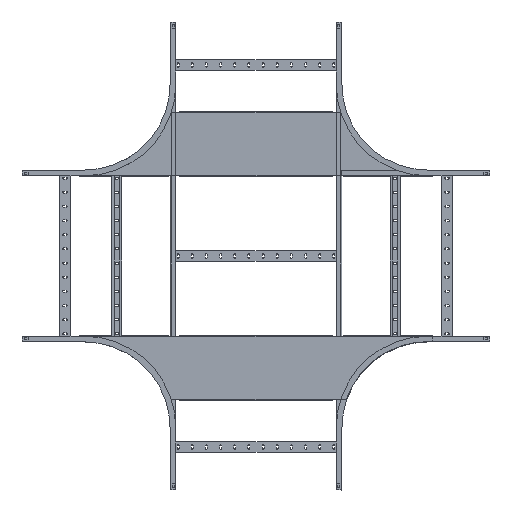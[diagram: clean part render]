
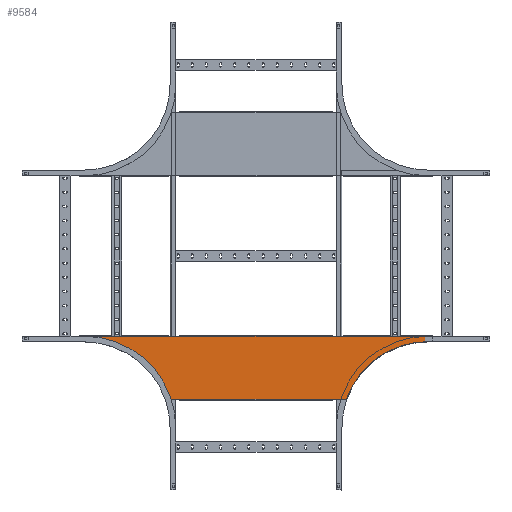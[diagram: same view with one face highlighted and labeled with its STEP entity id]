
A CAD part, top view. The second image highlights one B-rep face of the part: STEP entity #9584.
In plain terms, the highlighted face is planar.
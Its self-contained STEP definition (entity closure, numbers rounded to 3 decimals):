
#55 = ORIENTED_EDGE ( 'NONE', *, *, #7418, .T. ) ;
#85 = CARTESIAN_POINT ( 'NONE',  ( 610.4, -1.2, -375. ) ) ;
#154 = ORIENTED_EDGE ( 'NONE', *, *, #7734, .T. ) ;
#173 = ORIENTED_EDGE ( 'NONE', *, *, #719, .T. ) ;
#339 = VERTEX_POINT ( 'NONE', #4268 ) ;
#362 = VERTEX_POINT ( 'NONE', #4729 ) ;
#364 = DIRECTION ( 'NONE',  ( 0., 0., 1. ) ) ;
#373 = EDGE_CURVE ( 'NONE', #362, #674, #8042, .T. ) ;
#420 = DIRECTION ( 'NONE',  ( 0., -1., 0. ) ) ;
#471 = AXIS2_PLACEMENT_3D ( 'NONE', #3340, #6438, #7896 ) ;
#662 = EDGE_CURVE ( 'NONE', #8772, #4381, #7107, .T. ) ;
#674 = VERTEX_POINT ( 'NONE', #9777 ) ;
#719 = EDGE_CURVE ( 'NONE', #7373, #1873, #5993, .T. ) ;
#752 = ORIENTED_EDGE ( 'NONE', *, *, #662, .F. ) ;
#809 = DIRECTION ( 'NONE',  ( 0., -1., 0. ) ) ;
#1025 = CIRCLE ( 'NONE', #3496, 301.8 ) ;
#1027 = DIRECTION ( 'NONE',  ( -1., 0., 0. ) ) ;
#1044 = DIRECTION ( 'NONE',  ( 0., 0., 1. ) ) ;
#1353 = CARTESIAN_POINT ( 'NONE',  ( -610.4, -1.2, -380. ) ) ;
#1561 = CARTESIAN_POINT ( 'NONE',  ( 615.4, -1.2, -395.4 ) ) ;
#1613 = CARTESIAN_POINT ( 'NONE',  ( 615.4, -1.2, -380. ) ) ;
#1873 = VERTEX_POINT ( 'NONE', #85 ) ;
#2025 = VECTOR ( 'NONE', #9670, 1000. ) ;
#2075 = CARTESIAN_POINT ( 'NONE',  ( 314.787, -1.2, -173.2 ) ) ;
#2147 = DIRECTION ( 'NONE',  ( 0., 0., 1. ) ) ;
#2248 = DIRECTION ( 'NONE',  ( 0., -1., 0. ) ) ;
#2628 = CARTESIAN_POINT ( 'NONE',  ( -599.538, -1.2, -375. ) ) ;
#2656 = DIRECTION ( 'NONE',  ( 1., 0., 0. ) ) ;
#3023 = ORIENTED_EDGE ( 'NONE', *, *, #8193, .F. ) ;
#3071 = CARTESIAN_POINT ( 'NONE',  ( 599.538, -1.2, -73.2 ) ) ;
#3101 = CARTESIAN_POINT ( 'NONE',  ( -787., -1.2, -393.2 ) ) ;
#3175 = AXIS2_PLACEMENT_3D ( 'NONE', #4933, #4190, #364 ) ;
#3284 = ORIENTED_EDGE ( 'NONE', *, *, #9936, .F. ) ;
#3340 = CARTESIAN_POINT ( 'NONE',  ( -599.538, -1.2, -73.2 ) ) ;
#3456 = CARTESIAN_POINT ( 'NONE',  ( 599.538, -1.2, -375. ) ) ;
#3496 = AXIS2_PLACEMENT_3D ( 'NONE', #3071, #809, #4554 ) ;
#3588 = EDGE_CURVE ( 'NONE', #7373, #362, #6684, .T. ) ;
#3777 = DIRECTION ( 'NONE',  ( 0., 0., -1. ) ) ;
#3882 = VECTOR ( 'NONE', #1044, 1000. ) ;
#4112 = VERTEX_POINT ( 'NONE', #7646 ) ;
#4190 = DIRECTION ( 'NONE',  ( 0., 1., 0. ) ) ;
#4213 = CARTESIAN_POINT ( 'NONE',  ( -599.538, -1.2, -375. ) ) ;
#4268 = CARTESIAN_POINT ( 'NONE',  ( 599.538, -1.2, -375. ) ) ;
#4381 = VERTEX_POINT ( 'NONE', #4213 ) ;
#4382 = AXIS2_PLACEMENT_3D ( 'NONE', #1353, #2248, #2147 ) ;
#4398 = VECTOR ( 'NONE', #3777, 1000. ) ;
#4547 = VECTOR ( 'NONE', #1027, 1000. ) ;
#4554 = DIRECTION ( 'NONE',  ( 0., 0., -1. ) ) ;
#4729 = CARTESIAN_POINT ( 'NONE',  ( 615.4, -1.2, -393.2 ) ) ;
#4823 = CARTESIAN_POINT ( 'NONE',  ( -560., -1.2, -173.2 ) ) ;
#4933 = CARTESIAN_POINT ( 'NONE',  ( -599.538, -1.2, -73.2 ) ) ;
#4954 = DIRECTION ( 'NONE',  ( 1., 0., 0. ) ) ;
#4964 = EDGE_CURVE ( 'NONE', #674, #6772, #6038, .T. ) ;
#5169 = ORIENTED_EDGE ( 'NONE', *, *, #4964, .F. ) ;
#5408 = EDGE_CURVE ( 'NONE', #4381, #4112, #7978, .T. ) ;
#5514 = ORIENTED_EDGE ( 'NONE', *, *, #373, .F. ) ;
#5974 = VERTEX_POINT ( 'NONE', #2075 ) ;
#5993 = CIRCLE ( 'NONE', #8561, 5. ) ;
#6038 = LINE ( 'NONE', #6412, #3882 ) ;
#6412 = CARTESIAN_POINT ( 'NONE',  ( -615.4, -1.2, -395.4 ) ) ;
#6438 = DIRECTION ( 'NONE',  ( 0., -1., 0. ) ) ;
#6503 = CARTESIAN_POINT ( 'NONE',  ( 610.4, -1.2, -380. ) ) ;
#6602 = LINE ( 'NONE', #4823, #4547 ) ;
#6684 = LINE ( 'NONE', #1561, #4398 ) ;
#6772 = VERTEX_POINT ( 'NONE', #7835 ) ;
#6817 = LINE ( 'NONE', #3456, #9004 ) ;
#7107 = LINE ( 'NONE', #2628, #7346 ) ;
#7346 = VECTOR ( 'NONE', #4954, 1000. ) ;
#7373 = VERTEX_POINT ( 'NONE', #1613 ) ;
#7407 = EDGE_LOOP ( 'NONE', ( #8430, #173, #3023, #3284, #55, #8606, #752, #154, #5169, #5514 ) ) ;
#7418 = EDGE_CURVE ( 'NONE', #5974, #4112, #6602, .T. ) ;
#7646 = CARTESIAN_POINT ( 'NONE',  ( -314.787, -1.2, -173.2 ) ) ;
#7734 = EDGE_CURVE ( 'NONE', #8772, #6772, #8781, .T. ) ;
#7835 = CARTESIAN_POINT ( 'NONE',  ( -615.4, -1.2, -380. ) ) ;
#7896 = DIRECTION ( 'NONE',  ( 0., 0., 1. ) ) ;
#7978 = CIRCLE ( 'NONE', #471, 301.8 ) ;
#7986 = DIRECTION ( 'NONE',  ( 0., 0., 1. ) ) ;
#8042 = LINE ( 'NONE', #3101, #2025 ) ;
#8193 = EDGE_CURVE ( 'NONE', #339, #1873, #6817, .T. ) ;
#8269 = FACE_OUTER_BOUND ( 'NONE', #7407, .T. ) ;
#8343 = CARTESIAN_POINT ( 'NONE',  ( -610.4, -1.2, -375. ) ) ;
#8430 = ORIENTED_EDGE ( 'NONE', *, *, #3588, .F. ) ;
#8561 = AXIS2_PLACEMENT_3D ( 'NONE', #6503, #420, #7986 ) ;
#8606 = ORIENTED_EDGE ( 'NONE', *, *, #5408, .F. ) ;
#8772 = VERTEX_POINT ( 'NONE', #8343 ) ;
#8781 = CIRCLE ( 'NONE', #4382, 5. ) ;
#9004 = VECTOR ( 'NONE', #2656, 1000. ) ;
#9462 = PLANE ( 'NONE',  #3175 ) ;
#9584 = ADVANCED_FACE ( 'NONE', ( #8269 ), #9462, .F. ) ;
#9670 = DIRECTION ( 'NONE',  ( -1., 0., 0. ) ) ;
#9777 = CARTESIAN_POINT ( 'NONE',  ( -615.4, -1.2, -393.2 ) ) ;
#9936 = EDGE_CURVE ( 'NONE', #5974, #339, #1025, .T. ) ;
